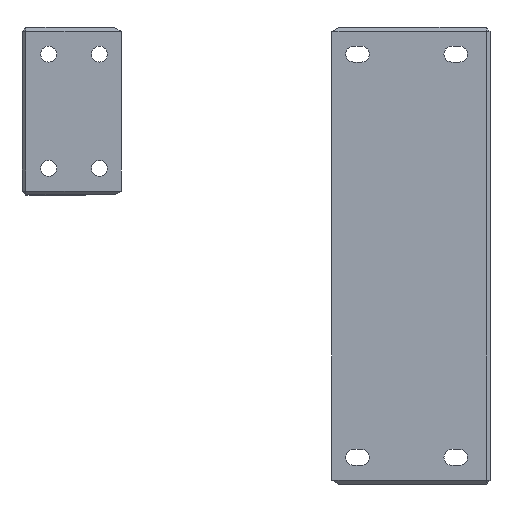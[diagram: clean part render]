
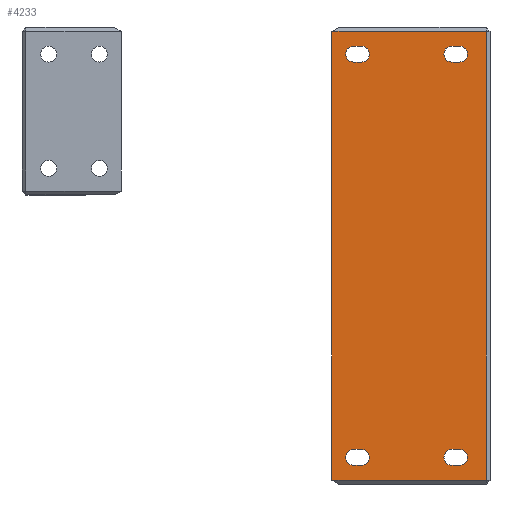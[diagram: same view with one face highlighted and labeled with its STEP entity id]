
A CAD part, top view. The second image highlights one B-rep face of the part: STEP entity #4233.
In plain terms, the highlighted planar face has unit normal (0, 0, 1).
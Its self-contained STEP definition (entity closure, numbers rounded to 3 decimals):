
#183=FACE_BOUND('',#730,.T.);
#184=FACE_BOUND('',#731,.T.);
#185=FACE_BOUND('',#732,.T.);
#186=FACE_BOUND('',#733,.T.);
#265=CIRCLE('',#4462,2.1);
#268=CIRCLE('',#4470,2.1);
#271=CIRCLE('',#4479,2.1);
#277=CIRCLE('',#4490,2.1);
#278=CIRCLE('',#4495,2.1);
#279=CIRCLE('',#4498,2.1);
#280=CIRCLE('',#4500,2.1);
#281=CIRCLE('',#4504,2.1);
#478=FACE_OUTER_BOUND('',#729,.T.);
#729=EDGE_LOOP('',(#3584,#3585,#3586,#3587));
#730=EDGE_LOOP('',(#3588,#3589,#3590,#3591));
#731=EDGE_LOOP('',(#3592,#3593,#3594,#3595));
#732=EDGE_LOOP('',(#3596,#3597,#3598,#3599));
#733=EDGE_LOOP('',(#3600,#3601,#3602,#3603));
#954=LINE('',#6140,#1390);
#967=LINE('',#6166,#1403);
#970=LINE('',#6171,#1406);
#1083=LINE('',#7053,#1519);
#1095=LINE('',#7084,#1531);
#1102=LINE('',#7102,#1538);
#1115=LINE('',#7140,#1551);
#1117=LINE('',#7145,#1553);
#1120=LINE('',#7152,#1556);
#1122=LINE('',#7160,#1558);
#1124=LINE('',#7164,#1560);
#1127=LINE('',#7172,#1563);
#1390=VECTOR('',#4907,10.);
#1403=VECTOR('',#4930,10.);
#1406=VECTOR('',#4937,10.);
#1519=VECTOR('',#5166,10.);
#1531=VECTOR('',#5200,10.);
#1538=VECTOR('',#5219,10.);
#1551=VECTOR('',#5260,10.);
#1553=VECTOR('',#5266,10.);
#1556=VECTOR('',#5275,10.);
#1558=VECTOR('',#5287,10.);
#1560=VECTOR('',#5291,10.);
#1563=VECTOR('',#5304,10.);
#1836=VERTEX_POINT('',#6121);
#1840=VERTEX_POINT('',#6136);
#1845=VERTEX_POINT('',#6157);
#1848=VERTEX_POINT('',#6165);
#1938=VERTEX_POINT('',#7050);
#1939=VERTEX_POINT('',#7052);
#1940=VERTEX_POINT('',#7056);
#1945=VERTEX_POINT('',#7076);
#1946=VERTEX_POINT('',#7078);
#1947=VERTEX_POINT('',#7082);
#1951=VERTEX_POINT('',#7099);
#1952=VERTEX_POINT('',#7101);
#1953=VERTEX_POINT('',#7105);
#1961=VERTEX_POINT('',#7132);
#1962=VERTEX_POINT('',#7134);
#1963=VERTEX_POINT('',#7138);
#1964=VERTEX_POINT('',#7144);
#1965=VERTEX_POINT('',#7150);
#1966=VERTEX_POINT('',#7156);
#1967=VERTEX_POINT('',#7162);
#2275=EDGE_CURVE('',#1836,#1840,#954,.T.);
#2288=EDGE_CURVE('',#1845,#1848,#967,.T.);
#2291=EDGE_CURVE('',#1840,#1845,#970,.T.);
#2462=EDGE_CURVE('',#1939,#1938,#1083,.T.);
#2465=EDGE_CURVE('',#1938,#1940,#265,.T.);
#2475=EDGE_CURVE('',#1946,#1945,#268,.T.);
#2478=EDGE_CURVE('',#1945,#1947,#1095,.T.);
#2487=EDGE_CURVE('',#1952,#1951,#1102,.T.);
#2490=EDGE_CURVE('',#1951,#1953,#271,.T.);
#2504=EDGE_CURVE('',#1962,#1961,#277,.T.);
#2507=EDGE_CURVE('',#1961,#1963,#1115,.T.);
#2509=EDGE_CURVE('',#1964,#1946,#1117,.T.);
#2511=EDGE_CURVE('',#1947,#1964,#278,.T.);
#2513=EDGE_CURVE('',#1953,#1965,#1120,.T.);
#2514=EDGE_CURVE('',#1965,#1952,#279,.T.);
#2516=EDGE_CURVE('',#1963,#1966,#280,.T.);
#2517=EDGE_CURVE('',#1966,#1962,#1122,.T.);
#2519=EDGE_CURVE('',#1940,#1967,#1124,.T.);
#2520=EDGE_CURVE('',#1967,#1939,#281,.T.);
#2523=EDGE_CURVE('',#1848,#1836,#1127,.T.);
#3584=ORIENTED_EDGE('',*,*,#2275,.F.);
#3585=ORIENTED_EDGE('',*,*,#2523,.F.);
#3586=ORIENTED_EDGE('',*,*,#2288,.F.);
#3587=ORIENTED_EDGE('',*,*,#2291,.F.);
#3588=ORIENTED_EDGE('',*,*,#2509,.T.);
#3589=ORIENTED_EDGE('',*,*,#2475,.T.);
#3590=ORIENTED_EDGE('',*,*,#2478,.T.);
#3591=ORIENTED_EDGE('',*,*,#2511,.T.);
#3592=ORIENTED_EDGE('',*,*,#2487,.T.);
#3593=ORIENTED_EDGE('',*,*,#2490,.T.);
#3594=ORIENTED_EDGE('',*,*,#2513,.T.);
#3595=ORIENTED_EDGE('',*,*,#2514,.T.);
#3596=ORIENTED_EDGE('',*,*,#2507,.T.);
#3597=ORIENTED_EDGE('',*,*,#2516,.T.);
#3598=ORIENTED_EDGE('',*,*,#2517,.T.);
#3599=ORIENTED_EDGE('',*,*,#2504,.T.);
#3600=ORIENTED_EDGE('',*,*,#2462,.T.);
#3601=ORIENTED_EDGE('',*,*,#2465,.T.);
#3602=ORIENTED_EDGE('',*,*,#2519,.T.);
#3603=ORIENTED_EDGE('',*,*,#2520,.T.);
#4005=PLANE('',#4510);
#4233=ADVANCED_FACE('',(#478,#183,#184,#185,#186),#4005,.T.);
#4462=AXIS2_PLACEMENT_3D('',#7058,#5171,#5172);
#4470=AXIS2_PLACEMENT_3D('',#7079,#5194,#5195);
#4479=AXIS2_PLACEMENT_3D('',#7107,#5224,#5225);
#4490=AXIS2_PLACEMENT_3D('',#7135,#5254,#5255);
#4495=AXIS2_PLACEMENT_3D('',#7148,#5270,#5271);
#4498=AXIS2_PLACEMENT_3D('',#7154,#5278,#5279);
#4500=AXIS2_PLACEMENT_3D('',#7158,#5283,#5284);
#4504=AXIS2_PLACEMENT_3D('',#7166,#5294,#5295);
#4510=AXIS2_PLACEMENT_3D('',#7176,#5310,#5311);
#4907=DIRECTION('',(1.,0.,0.));
#4930=DIRECTION('',(-1.,0.,0.));
#4937=DIRECTION('',(0.,-1.,0.));
#5166=DIRECTION('',(1.,0.,0.));
#5171=DIRECTION('center_axis',(0.,0.,-1.));
#5172=DIRECTION('ref_axis',(0.,1.,0.));
#5194=DIRECTION('center_axis',(0.,0.,-1.));
#5195=DIRECTION('ref_axis',(0.,-1.,0.));
#5200=DIRECTION('',(1.,0.,0.));
#5219=DIRECTION('',(1.,0.,0.));
#5224=DIRECTION('center_axis',(0.,0.,-1.));
#5225=DIRECTION('ref_axis',(0.,1.,0.));
#5254=DIRECTION('center_axis',(0.,0.,-1.));
#5255=DIRECTION('ref_axis',(0.,1.,0.));
#5260=DIRECTION('',(-1.,0.,0.));
#5266=DIRECTION('',(-1.,0.,0.));
#5270=DIRECTION('center_axis',(0.,0.,-1.));
#5271=DIRECTION('ref_axis',(0.,1.,0.));
#5275=DIRECTION('',(-1.,0.,0.));
#5278=DIRECTION('center_axis',(0.,0.,-1.));
#5279=DIRECTION('ref_axis',(0.,-1.,0.));
#5283=DIRECTION('center_axis',(0.,0.,-1.));
#5284=DIRECTION('ref_axis',(0.,-1.,0.));
#5287=DIRECTION('',(1.,0.,0.));
#5291=DIRECTION('',(-1.,0.,0.));
#5294=DIRECTION('center_axis',(0.,0.,-1.));
#5295=DIRECTION('ref_axis',(0.,-1.,0.));
#5304=DIRECTION('',(0.,1.,0.));
#5310=DIRECTION('center_axis',(0.,0.,1.));
#5311=DIRECTION('ref_axis',(0.,-1.,0.));
#6121=CARTESIAN_POINT('',(-37.528,119.,65.));
#6136=CARTESIAN_POINT('',(3.,119.,65.));
#6140=CARTESIAN_POINT('',(0.,119.,65.));
#6157=CARTESIAN_POINT('',(3.,1.,65.));
#6165=CARTESIAN_POINT('',(-37.528,1.,65.));
#6166=CARTESIAN_POINT('',(0.,1.,65.));
#6171=CARTESIAN_POINT('',(3.,90.,65.));
#7050=CARTESIAN_POINT('',(-4.,115.1,65.));
#7052=CARTESIAN_POINT('',(-6.,115.1,65.));
#7053=CARTESIAN_POINT('',(-2.,115.1,65.));
#7056=CARTESIAN_POINT('',(-4.,110.9,65.));
#7058=CARTESIAN_POINT('Origin',(-4.,113.,65.));
#7076=CARTESIAN_POINT('',(-31.796,115.1,65.));
#7078=CARTESIAN_POINT('',(-31.796,110.9,65.));
#7079=CARTESIAN_POINT('Origin',(-31.796,113.,65.));
#7082=CARTESIAN_POINT('',(-29.796,115.1,65.));
#7084=CARTESIAN_POINT('',(-14.898,115.1,65.));
#7099=CARTESIAN_POINT('',(-4.,9.1,65.));
#7101=CARTESIAN_POINT('',(-6.,9.1,65.));
#7102=CARTESIAN_POINT('',(-2.,9.1,65.));
#7105=CARTESIAN_POINT('',(-4.,4.9,65.));
#7107=CARTESIAN_POINT('Origin',(-4.,7.,65.));
#7132=CARTESIAN_POINT('',(-29.796,4.9,65.));
#7134=CARTESIAN_POINT('',(-29.796,9.1,65.));
#7135=CARTESIAN_POINT('Origin',(-29.796,7.,65.));
#7138=CARTESIAN_POINT('',(-31.796,4.9,65.));
#7140=CARTESIAN_POINT('',(-15.898,4.9,65.));
#7144=CARTESIAN_POINT('',(-29.796,110.9,65.));
#7145=CARTESIAN_POINT('',(-15.898,110.9,65.));
#7148=CARTESIAN_POINT('Origin',(-29.796,113.,65.));
#7150=CARTESIAN_POINT('',(-6.,4.9,65.));
#7152=CARTESIAN_POINT('',(-3.,4.9,65.));
#7154=CARTESIAN_POINT('Origin',(-6.,7.,65.));
#7156=CARTESIAN_POINT('',(-31.796,9.1,65.));
#7158=CARTESIAN_POINT('Origin',(-31.796,7.,65.));
#7160=CARTESIAN_POINT('',(-14.898,9.1,65.));
#7162=CARTESIAN_POINT('',(-6.,110.9,65.));
#7164=CARTESIAN_POINT('',(-3.,110.9,65.));
#7166=CARTESIAN_POINT('Origin',(-6.,113.,65.));
#7172=CARTESIAN_POINT('',(-37.528,0.,65.));
#7176=CARTESIAN_POINT('Origin',(0.,120.,65.));
